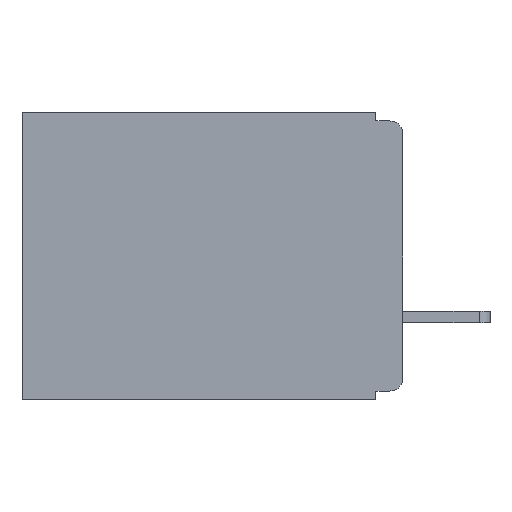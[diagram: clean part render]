
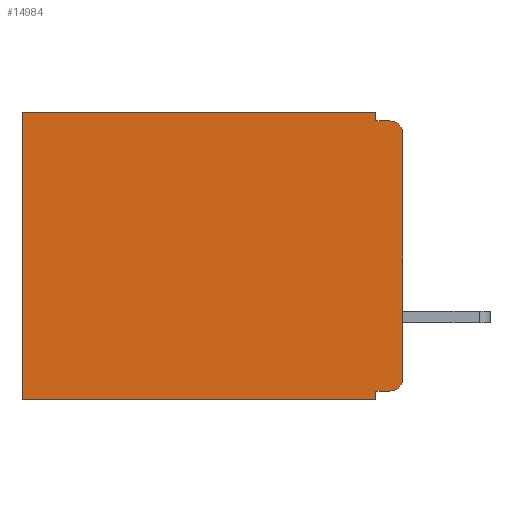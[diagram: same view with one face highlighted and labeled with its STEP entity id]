
A CAD part, left-side view. The second image highlights one B-rep face of the part: STEP entity #14984.
In plain terms, the highlighted planar face has unit normal (-1, 0, 0).
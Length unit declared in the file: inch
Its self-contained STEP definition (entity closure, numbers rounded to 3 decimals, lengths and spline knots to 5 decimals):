
#79 = EDGE_CURVE ( 'NONE', #3574, #19792, #7277, .T. ) ;
#493 = VECTOR ( 'NONE', #19050, 39.37008 ) ;
#893 = ORIENTED_EDGE ( 'NONE', *, *, #6465, .T. ) ;
#1110 = CARTESIAN_POINT ( 'NONE',  ( 0.3, 0.031, 0. ) ) ;
#1381 = PLANE ( 'NONE',  #19397 ) ;
#1416 = CARTESIAN_POINT ( 'NONE',  ( 0.3, 0., -0.025 ) ) ;
#1548 = CARTESIAN_POINT ( 'NONE',  ( 0.3, 0., -0.305 ) ) ;
#1851 = VECTOR ( 'NONE', #20343, 39.37008 ) ;
#2045 = LINE ( 'NONE', #17287, #10215 ) ;
#2082 = VERTEX_POINT ( 'NONE', #1416 ) ;
#2348 = FACE_OUTER_BOUND ( 'NONE', #8856, .T. ) ;
#2865 = EDGE_CURVE ( 'NONE', #17338, #2972, #20616, .T. ) ;
#2972 = VERTEX_POINT ( 'NONE', #4609 ) ;
#3205 = ORIENTED_EDGE ( 'NONE', *, *, #79, .F. ) ;
#3327 = LINE ( 'NONE', #1110, #11520 ) ;
#3517 = CARTESIAN_POINT ( 'NONE',  ( 0.3, 0., -0.01 ) ) ;
#3574 = VERTEX_POINT ( 'NONE', #4030 ) ;
#3899 = VERTEX_POINT ( 'NONE', #1548 ) ;
#4030 = CARTESIAN_POINT ( 'NONE',  ( 0.3, 0.031, -0.33 ) ) ;
#4195 = DIRECTION ( 'NONE',  ( -1., 0., 0. ) ) ;
#4381 = EDGE_CURVE ( 'NONE', #2082, #11105, #16062, .T. ) ;
#4524 = LINE ( 'NONE', #15942, #12666 ) ;
#4609 = CARTESIAN_POINT ( 'NONE',  ( 0.3, 0.031, -0.32 ) ) ;
#4650 = EDGE_CURVE ( 'NONE', #20595, #4760, #3327, .T. ) ;
#4666 = EDGE_CURVE ( 'NONE', #4760, #11105, #15308, .T. ) ;
#4760 = VERTEX_POINT ( 'NONE', #15144 ) ;
#5241 = AXIS2_PLACEMENT_3D ( 'NONE', #13985, #4195, #15576 ) ;
#5712 = LINE ( 'NONE', #9036, #14337 ) ;
#5735 = DIRECTION ( 'NONE',  ( 0., 1., 0. ) ) ;
#6127 = EDGE_CURVE ( 'NONE', #20595, #20949, #9697, .T. ) ;
#6433 = ORIENTED_EDGE ( 'NONE', *, *, #4381, .T. ) ;
#6465 = EDGE_CURVE ( 'NONE', #20949, #19792, #2045, .T. ) ;
#7077 = ORIENTED_EDGE ( 'NONE', *, *, #18079, .F. ) ;
#7277 = LINE ( 'NONE', #8895, #1851 ) ;
#7973 = DIRECTION ( 'NONE',  ( 0., 0., -1. ) ) ;
#8302 = VECTOR ( 'NONE', #5735, 39.37008 ) ;
#8642 = CARTESIAN_POINT ( 'NONE',  ( 0.3, 0.015, -0.32 ) ) ;
#8856 = EDGE_LOOP ( 'NONE', ( #11235, #6433, #16282, #11488, #13943, #893, #3205, #7077, #19061, #14326 ) ) ;
#8895 = CARTESIAN_POINT ( 'NONE',  ( 0.3, 0., -0.33 ) ) ;
#9036 = CARTESIAN_POINT ( 'NONE',  ( 0.3, 0., -0.33 ) ) ;
#9176 = CARTESIAN_POINT ( 'NONE',  ( 0.3, 0.437, 0. ) ) ;
#9358 = AXIS2_PLACEMENT_3D ( 'NONE', #15502, #14100, #14941 ) ;
#9697 = LINE ( 'NONE', #10044, #493 ) ;
#10044 = CARTESIAN_POINT ( 'NONE',  ( 0.3, 0., 0. ) ) ;
#10215 = VECTOR ( 'NONE', #21000, 39.37008 ) ;
#11004 = VECTOR ( 'NONE', #13005, 39.37008 ) ;
#11098 = CARTESIAN_POINT ( 'NONE',  ( 0.3, 0., -0.33 ) ) ;
#11105 = VERTEX_POINT ( 'NONE', #18573 ) ;
#11235 = ORIENTED_EDGE ( 'NONE', *, *, #20880, .F. ) ;
#11488 = ORIENTED_EDGE ( 'NONE', *, *, #4650, .F. ) ;
#11520 = VECTOR ( 'NONE', #20827, 39.37008 ) ;
#12666 = VECTOR ( 'NONE', #20742, 39.37008 ) ;
#12708 = CARTESIAN_POINT ( 'NONE',  ( 0.3, 0.437, -0.33 ) ) ;
#13005 = DIRECTION ( 'NONE',  ( 0., -1., 0. ) ) ;
#13544 = CIRCLE ( 'NONE', #5241, 0.015 ) ;
#13635 = CARTESIAN_POINT ( 'NONE',  ( 0.3, 0., -0.32 ) ) ;
#13943 = ORIENTED_EDGE ( 'NONE', *, *, #6127, .T. ) ;
#13985 = CARTESIAN_POINT ( 'NONE',  ( 0.3, 0.015, -0.305 ) ) ;
#14100 = DIRECTION ( 'NONE',  ( -1., 0., 0. ) ) ;
#14326 = ORIENTED_EDGE ( 'NONE', *, *, #15680, .T. ) ;
#14337 = VECTOR ( 'NONE', #18694, 39.37008 ) ;
#14941 = DIRECTION ( 'NONE',  ( 0., 0., -1. ) ) ;
#14984 = ADVANCED_FACE ( 'NONE', ( #2348 ), #1381, .F. ) ;
#15144 = CARTESIAN_POINT ( 'NONE',  ( 0.3, 0.031, -0.01 ) ) ;
#15308 = LINE ( 'NONE', #3517, #11004 ) ;
#15502 = CARTESIAN_POINT ( 'NONE',  ( 0.3, 0.015, -0.025 ) ) ;
#15576 = DIRECTION ( 'NONE',  ( 0., 0., -1. ) ) ;
#15680 = EDGE_CURVE ( 'NONE', #17338, #3899, #13544, .T. ) ;
#15942 = CARTESIAN_POINT ( 'NONE',  ( 0.3, 0.031, -0.33 ) ) ;
#16062 = CIRCLE ( 'NONE', #9358, 0.015 ) ;
#16282 = ORIENTED_EDGE ( 'NONE', *, *, #4666, .F. ) ;
#17287 = CARTESIAN_POINT ( 'NONE',  ( 0.3, 0.437, -0.33 ) ) ;
#17338 = VERTEX_POINT ( 'NONE', #8642 ) ;
#17631 = DIRECTION ( 'NONE',  ( 1., 0., 0. ) ) ;
#18079 = EDGE_CURVE ( 'NONE', #2972, #3574, #4524, .T. ) ;
#18573 = CARTESIAN_POINT ( 'NONE',  ( 0.3, 0.015, -0.01 ) ) ;
#18694 = DIRECTION ( 'NONE',  ( 0., 0., -1. ) ) ;
#19050 = DIRECTION ( 'NONE',  ( 0., 1., 0. ) ) ;
#19061 = ORIENTED_EDGE ( 'NONE', *, *, #2865, .F. ) ;
#19397 = AXIS2_PLACEMENT_3D ( 'NONE', #11098, #17631, #7973 ) ;
#19523 = CARTESIAN_POINT ( 'NONE',  ( 0.3, 0.031, 0. ) ) ;
#19792 = VERTEX_POINT ( 'NONE', #12708 ) ;
#20343 = DIRECTION ( 'NONE',  ( 0., 1., 0. ) ) ;
#20595 = VERTEX_POINT ( 'NONE', #19523 ) ;
#20616 = LINE ( 'NONE', #13635, #8302 ) ;
#20742 = DIRECTION ( 'NONE',  ( 0., 0., -1. ) ) ;
#20827 = DIRECTION ( 'NONE',  ( 0., 0., -1. ) ) ;
#20880 = EDGE_CURVE ( 'NONE', #2082, #3899, #5712, .T. ) ;
#20949 = VERTEX_POINT ( 'NONE', #9176 ) ;
#21000 = DIRECTION ( 'NONE',  ( 0., 0., -1. ) ) ;
